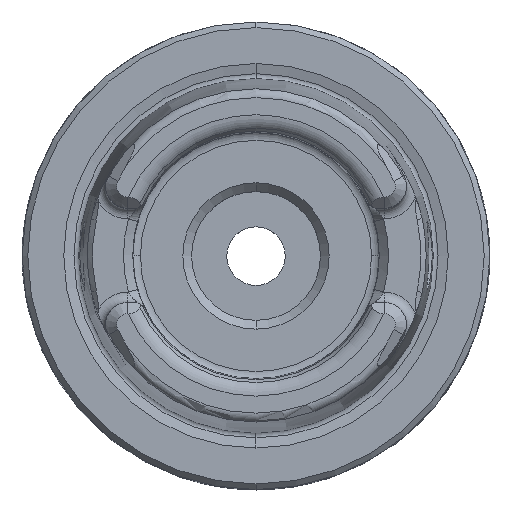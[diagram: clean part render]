
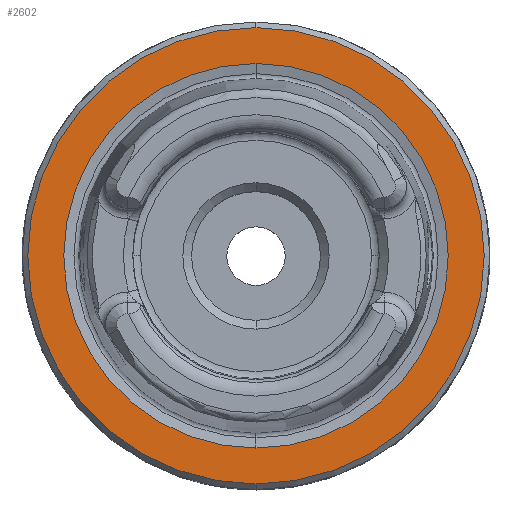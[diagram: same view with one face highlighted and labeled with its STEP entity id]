
A CAD part, top view. The second image highlights one B-rep face of the part: STEP entity #2602.
In plain terms, the highlighted planar face has unit normal (0, 0, 1).
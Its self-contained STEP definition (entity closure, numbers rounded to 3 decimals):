
#1450=EDGE_CURVE('NONE',#1742,#3044,#4275,.F.);
#1742=VERTEX_POINT('NONE',#4592);
#1802=EDGE_CURVE('NONE',#2480,#3806,#4659,.T.);
#2310=EDGE_CURVE('NONE',#3044,#1742,#5217,.T.);
#2480=VERTEX_POINT('NONE',#5402);
#2602=ADVANCED_FACE('NONE',(#5539,#5540),#5541,.F.);
#3044=VERTEX_POINT('NONE',#6033);
#3386=EDGE_CURVE('NONE',#3806,#2480,#6412,.T.);
#3806=VERTEX_POINT('NONE',#6866);
#4275=CIRCLE('',#7425,16.426);
#4592=CARTESIAN_POINT('',(0.0,16.426,0.));
#4659=CIRCLE('',#8319,19.495);
#5217=CIRCLE('',#9725,16.426);
#5402=CARTESIAN_POINT('',(0.,19.495,0.));
#5539=FACE_OUTER_BOUND('',#10572,.T.);
#5540=FACE_BOUND('',#10573,.T.);
#5541=PLANE('',#10574);
#6033=CARTESIAN_POINT('',(0.,-16.426,0.));
#6412=CIRCLE('',#12919,19.495);
#6866=CARTESIAN_POINT('',(0.0,-19.495,0.));
#7425=AXIS2_PLACEMENT_3D('',#15423,#15424,#15425);
#8319=AXIS2_PLACEMENT_3D('',#15829,#15830,#15831);
#9725=AXIS2_PLACEMENT_3D('',#16469,#16470,#16471);
#10572=EDGE_LOOP('',(#16846,#16847));
#10573=EDGE_LOOP('',(#16848,#16849));
#10574=AXIS2_PLACEMENT_3D('',#16850,#16851,#16852);
#12919=AXIS2_PLACEMENT_3D('',#17897,#17898,#17899);
#15423=CARTESIAN_POINT('',(0.0,0.,0.));
#15424=DIRECTION('',(0.0,0.0,-1.0));
#15425=DIRECTION('',(0.0,1.0,0.0));
#15829=CARTESIAN_POINT('',(0.0,0.,0.));
#15830=DIRECTION('',(0.0,0.0,1.0));
#15831=DIRECTION('',(0.0,-1.0,0.0));
#16469=CARTESIAN_POINT('',(0.0,0.,0.));
#16470=DIRECTION('',(0.0,-0.0,1.0));
#16471=DIRECTION('',(0.0,1.0,0.0));
#16846=ORIENTED_EDGE('',*,*,#3386,.T.);
#16847=ORIENTED_EDGE('',*,*,#1802,.T.);
#16848=ORIENTED_EDGE('',*,*,#1450,.F.);
#16849=ORIENTED_EDGE('',*,*,#2310,.F.);
#16850=CARTESIAN_POINT('',(0.0,-15.679,0.));
#16851=DIRECTION('',(0.0,0.0,-1.0));
#16852=DIRECTION('',(0.0,-1.0,0.0));
#17897=CARTESIAN_POINT('',(0.0,0.,0.));
#17898=DIRECTION('',(0.0,0.0,1.0));
#17899=DIRECTION('',(0.0,-1.0,0.0));
